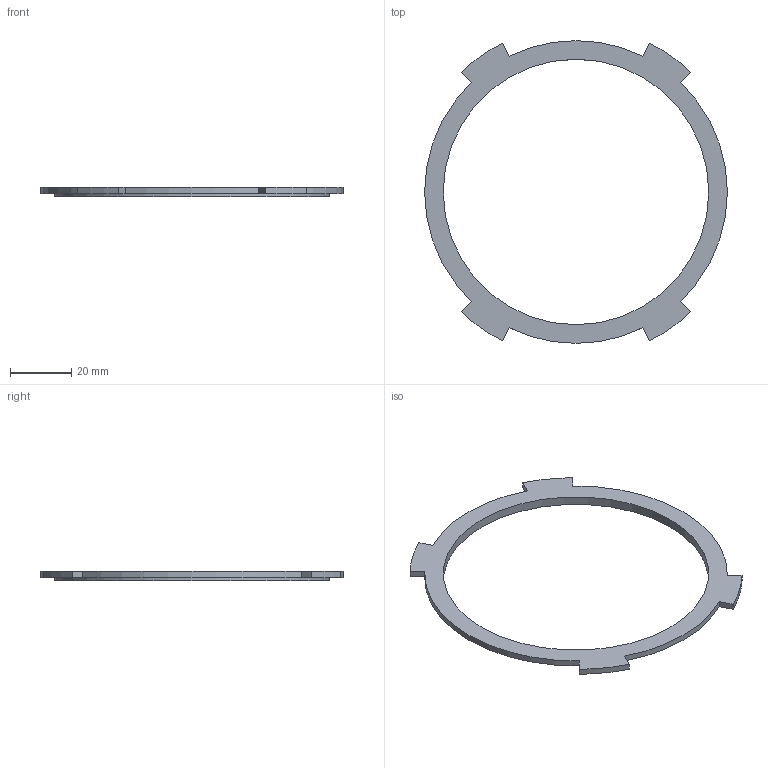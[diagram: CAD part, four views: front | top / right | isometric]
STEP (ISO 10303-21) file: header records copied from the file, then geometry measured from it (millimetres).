
FILE_DESCRIPTION(/* description */ (''),/* implementation_level */ '2;1');
FILE_NAME(/* name */ 'adaptor_petri_ring.stp',/* time_stamp */ '2023-02-16T13:28:25+01:00',/* author */ ('Zuloaga'),/* organization */ (''),/* preprocessor_version */ 'ST-DEVELOPER v15.6',/* originating_system */ 'Autodesk Inventor 2015',/* authorisation */ '');
FILE_SCHEMA (('AUTOMOTIVE_DESIGN { 1 0 10303 214 3 1 1 }'));
Length unit declared in the file: millimetre
Products named in the file (1): adaptor_vibration_v4_coupler_87mm
Bounding box: 99 x 99 x 3 mm (x, y, z)
Volume: 4616.8 mm3; surface area: 5983.9 mm2
Topology: 1 solids, 1 shells, 21 faces, 54 edges, 36 vertices
Faces by surface type: plane 11, cylinder 10
Full cylindrical faces by diameter (mm): 86.8 x1, 90 x1
Entity records: 666 total; most frequent: DIRECTION 116, CARTESIAN_POINT 110, ORIENTED_EDGE 104, EDGE_CURVE 52, AXIS2_PLACEMENT_3D 42, VERTEX_POINT 36, LINE 32, VECTOR 32
